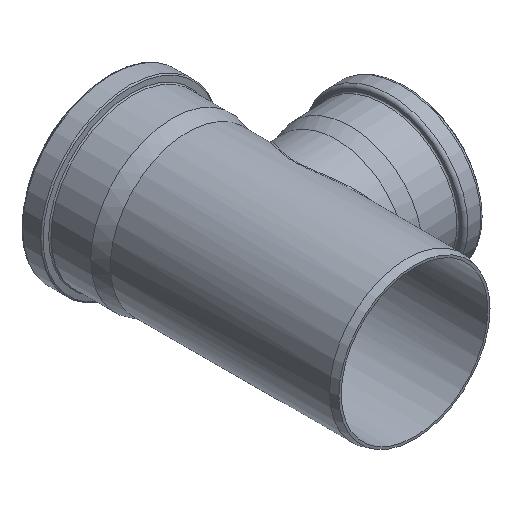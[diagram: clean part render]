
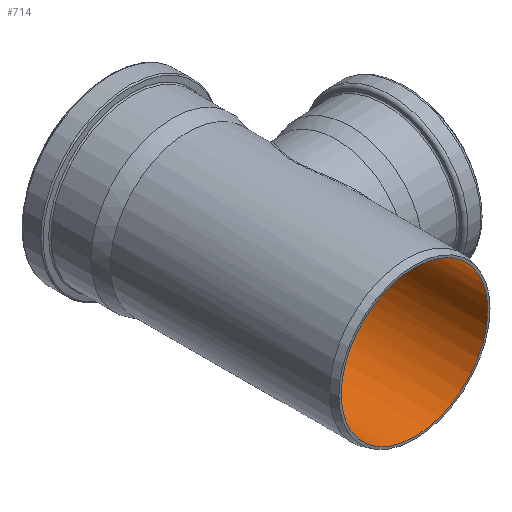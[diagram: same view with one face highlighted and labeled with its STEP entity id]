
A CAD part, isometric view. The second image highlights one B-rep face of the part: STEP entity #714.
In plain terms, the highlighted cylindrical face has radius 59.2 mm (diameter 118.4 mm), a full revolution.
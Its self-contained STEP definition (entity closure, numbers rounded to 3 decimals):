
#70=FACE_BOUND('',#312,.T.);
#71=FACE_BOUND('',#313,.T.);
#139=CIRCLE('',#801,59.2);
#141=CIRCLE('',#806,59.2);
#176=CYLINDRICAL_SURFACE('',#805,59.2);
#220=FACE_OUTER_BOUND('',#311,.T.);
#311=EDGE_LOOP('',(#623));
#312=EDGE_LOOP('',(#624));
#313=EDGE_LOOP('',(#625));
#380=B_SPLINE_CURVE_WITH_KNOTS('',3,(#1744,#1745,#1746,#1747,#1748,#1749,
#1750,#1751,#1752,#1753,#1754,#1755,#1756,#1757,#1758,#1759,#1760,#1761,
#1762,#1763,#1764,#1765,#1766,#1767,#1768,#1769,#1770,#1771,#1772,#1773,
#1774,#1775,#1776,#1777,#1778,#1779,#1780,#1781,#1782,#1783,#1784,#1785,
#1786,#1787,#1788,#1789,#1790,#1791,#1792,#1793,#1794,#1795,#1796,#1797,
#1798,#1799,#1800,#1801,#1802,#1803,#1804,#1805,#1806,#1807,#1808,#1809),
 .UNSPECIFIED.,.T.,.F.,(4,2,2,2,2,2,2,2,2,2,2,2,2,2,2,2,2,2,2,2,2,2,2,2,
2,2,2,2,2,2,2,2,4),(0.,1.132,2.264,3.396,
4.528,5.573,6.618,7.663,8.707,
9.752,10.797,11.842,12.887,14.019,
15.151,16.283,17.415,18.505,19.595,
20.685,21.775,22.82,23.865,24.91,
25.955,27.001,28.046,29.091,30.136,
31.226,32.316,33.406,34.496),
 .UNSPECIFIED.);
#397=VERTEX_POINT('',#1743);
#423=VERTEX_POINT('',#1885);
#425=VERTEX_POINT('',#1892);
#472=EDGE_CURVE('',#397,#397,#380,.T.);
#498=EDGE_CURVE('',#423,#423,#139,.T.);
#500=EDGE_CURVE('',#425,#425,#141,.T.);
#623=ORIENTED_EDGE('',*,*,#498,.F.);
#624=ORIENTED_EDGE('',*,*,#472,.F.);
#625=ORIENTED_EDGE('',*,*,#500,.T.);
#714=ADVANCED_FACE('',(#220,#70,#71),#176,.F.);
#801=AXIS2_PLACEMENT_3D('',#1886,#976,#977);
#805=AXIS2_PLACEMENT_3D('',#1891,#984,#985);
#806=AXIS2_PLACEMENT_3D('',#1893,#986,#987);
#976=DIRECTION('center_axis',(0.,1.,0.));
#977=DIRECTION('ref_axis',(1.,0.,0.));
#984=DIRECTION('center_axis',(0.,1.,0.));
#985=DIRECTION('ref_axis',(1.,0.,0.));
#986=DIRECTION('center_axis',(0.,1.,0.));
#987=DIRECTION('ref_axis',(1.,0.,0.));
#1743=CARTESIAN_POINT('',(28.479,-56.635,51.9));
#1744=CARTESIAN_POINT('Ctrl Pts',(28.479,-56.635,51.9));
#1745=CARTESIAN_POINT('Ctrl Pts',(28.479,-52.861,51.9));
#1746=CARTESIAN_POINT('Ctrl Pts',(29.235,-49.259,51.497));
#1747=CARTESIAN_POINT('Ctrl Pts',(31.639,-42.337,50.056));
#1748=CARTESIAN_POINT('Ctrl Pts',(33.275,-39.015,49.015));
#1749=CARTESIAN_POINT('Ctrl Pts',(36.897,-32.651,46.35));
#1750=CARTESIAN_POINT('Ctrl Pts',(38.881,-29.615,44.725));
#1751=CARTESIAN_POINT('Ctrl Pts',(42.822,-23.941,40.967));
#1752=CARTESIAN_POINT('Ctrl Pts',(44.78,-21.305,38.834));
#1753=CARTESIAN_POINT('Ctrl Pts',(48.263,-16.747,34.39));
#1754=CARTESIAN_POINT('Ctrl Pts',(49.933,-14.631,31.953));
#1755=CARTESIAN_POINT('Ctrl Pts',(53.005,-10.805,26.548));
#1756=CARTESIAN_POINT('Ctrl Pts',(54.406,-9.096,23.579));
#1757=CARTESIAN_POINT('Ctrl Pts',(56.728,-6.288,17.26));
#1758=CARTESIAN_POINT('Ctrl Pts',(57.651,-5.186,13.903));
#1759=CARTESIAN_POINT('Ctrl Pts',(58.887,-3.714,7.014));
#1760=CARTESIAN_POINT('Ctrl Pts',(59.2,-3.344,3.483));
#1761=CARTESIAN_POINT('Ctrl Pts',(59.2,-3.344,-3.483));
#1762=CARTESIAN_POINT('Ctrl Pts',(58.887,-3.714,-7.014));
#1763=CARTESIAN_POINT('Ctrl Pts',(57.651,-5.186,-13.903));
#1764=CARTESIAN_POINT('Ctrl Pts',(56.728,-6.288,-17.26));
#1765=CARTESIAN_POINT('Ctrl Pts',(54.406,-9.096,-23.579));
#1766=CARTESIAN_POINT('Ctrl Pts',(53.005,-10.805,-26.548));
#1767=CARTESIAN_POINT('Ctrl Pts',(49.933,-14.631,-31.953));
#1768=CARTESIAN_POINT('Ctrl Pts',(48.263,-16.747,-34.39));
#1769=CARTESIAN_POINT('Ctrl Pts',(44.78,-21.305,-38.834));
#1770=CARTESIAN_POINT('Ctrl Pts',(42.822,-23.941,-40.967));
#1771=CARTESIAN_POINT('Ctrl Pts',(38.881,-29.615,-44.725));
#1772=CARTESIAN_POINT('Ctrl Pts',(36.897,-32.651,-46.35));
#1773=CARTESIAN_POINT('Ctrl Pts',(33.275,-39.015,-49.015));
#1774=CARTESIAN_POINT('Ctrl Pts',(31.639,-42.337,-50.056));
#1775=CARTESIAN_POINT('Ctrl Pts',(29.235,-49.259,-51.497));
#1776=CARTESIAN_POINT('Ctrl Pts',(28.479,-52.861,-51.9));
#1777=CARTESIAN_POINT('Ctrl Pts',(28.479,-60.268,-51.9));
#1778=CARTESIAN_POINT('Ctrl Pts',(29.188,-63.743,-51.522));
#1779=CARTESIAN_POINT('Ctrl Pts',(31.517,-70.382,-50.131));
#1780=CARTESIAN_POINT('Ctrl Pts',(33.123,-73.55,-49.116));
#1781=CARTESIAN_POINT('Ctrl Pts',(36.697,-79.579,-46.507));
#1782=CARTESIAN_POINT('Ctrl Pts',(38.665,-82.438,-44.91));
#1783=CARTESIAN_POINT('Ctrl Pts',(42.577,-87.758,-41.22));
#1784=CARTESIAN_POINT('Ctrl Pts',(44.522,-90.218,-39.125));
#1785=CARTESIAN_POINT('Ctrl Pts',(48.045,-94.536,-34.698));
#1786=CARTESIAN_POINT('Ctrl Pts',(49.763,-96.566,-32.223));
#1787=CARTESIAN_POINT('Ctrl Pts',(52.911,-100.216,-26.74));
#1788=CARTESIAN_POINT('Ctrl Pts',(54.342,-101.836,-23.732));
#1789=CARTESIAN_POINT('Ctrl Pts',(56.704,-104.488,-17.345));
#1790=CARTESIAN_POINT('Ctrl Pts',(57.639,-105.522,-13.958));
#1791=CARTESIAN_POINT('Ctrl Pts',(58.887,-106.9,-7.027));
#1792=CARTESIAN_POINT('Ctrl Pts',(59.2,-107.243,-3.484));
#1793=CARTESIAN_POINT('Ctrl Pts',(59.2,-107.243,3.484));
#1794=CARTESIAN_POINT('Ctrl Pts',(58.887,-106.9,7.027));
#1795=CARTESIAN_POINT('Ctrl Pts',(57.639,-105.522,13.958));
#1796=CARTESIAN_POINT('Ctrl Pts',(56.704,-104.488,17.345));
#1797=CARTESIAN_POINT('Ctrl Pts',(54.342,-101.836,23.732));
#1798=CARTESIAN_POINT('Ctrl Pts',(52.911,-100.216,26.74));
#1799=CARTESIAN_POINT('Ctrl Pts',(49.763,-96.566,32.223));
#1800=CARTESIAN_POINT('Ctrl Pts',(48.045,-94.536,34.698));
#1801=CARTESIAN_POINT('Ctrl Pts',(44.522,-90.218,39.125));
#1802=CARTESIAN_POINT('Ctrl Pts',(42.577,-87.758,41.22));
#1803=CARTESIAN_POINT('Ctrl Pts',(38.665,-82.438,44.91));
#1804=CARTESIAN_POINT('Ctrl Pts',(36.697,-79.579,46.507));
#1805=CARTESIAN_POINT('Ctrl Pts',(33.123,-73.55,49.116));
#1806=CARTESIAN_POINT('Ctrl Pts',(31.517,-70.382,50.131));
#1807=CARTESIAN_POINT('Ctrl Pts',(29.188,-63.743,51.522));
#1808=CARTESIAN_POINT('Ctrl Pts',(28.479,-60.268,51.9));
#1809=CARTESIAN_POINT('Ctrl Pts',(28.479,-56.635,51.9));
#1885=CARTESIAN_POINT('',(59.2,-182.878,0.));
#1886=CARTESIAN_POINT('Origin',(0.,-182.878,0.));
#1891=CARTESIAN_POINT('Origin',(0.,-91.439,0.));
#1892=CARTESIAN_POINT('',(59.2,0.,0.));
#1893=CARTESIAN_POINT('Origin',(0.,0.,0.));
